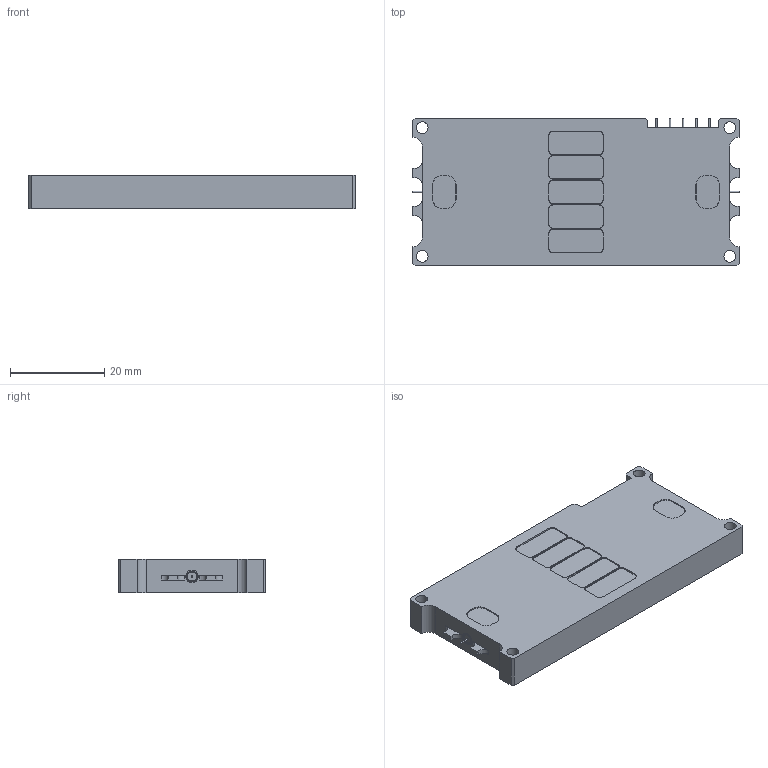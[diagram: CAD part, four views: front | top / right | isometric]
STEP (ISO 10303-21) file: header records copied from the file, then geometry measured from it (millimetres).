
FILE_DESCRIPTION(('STEP AP203'), '1');
FILE_NAME('ÍØÁÀ.468162.007_Ôèëüòð ÊÏÔ-5-1-ÃÏ', '', ('UNSPECIFIED'), ('UNSPECIFIED'), 'ASCON STEP Converter 1.6', 'ASCON Math Kernel', '');
FILE_SCHEMA(('CONFIG_CONTROL_DESIGN'));
Length unit declared in the file: millimetre
Products named in the file (1): НШБА.468162.007_Фильтр  КПФ-5-1-ГП
Bounding box: 69.2 x 31.3 x 7 mm (x, y, z)
Volume: 13653.2 mm3; surface area: 7237 mm2
Topology: 5 solids, 17 shells, 1655 faces, 4269 edges, 2846 vertices
Faces by surface type: plane 1243, bspline 227, cylinder 181, cone 4
Full cylindrical faces by diameter (mm): 0.3 x14, 1 x7, 1.5 x4, 1.7 x4, 1.9 x14, 2.3 x7, 2.35 x7, 2.5 x4, 2.7 x7
Entity records: 87093 total; most frequent: CARTESIAN_POINT 35103, ORIENTED_EDGE 8394, DIRECTION 6800, EDGE_CURVE 4197, LINE 3202, VECTOR 3202, VERTEX_POINT 2846, EDGE_LOOP 1951
